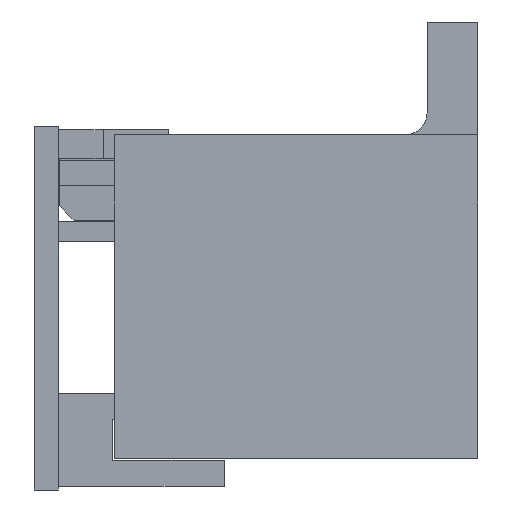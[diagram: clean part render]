
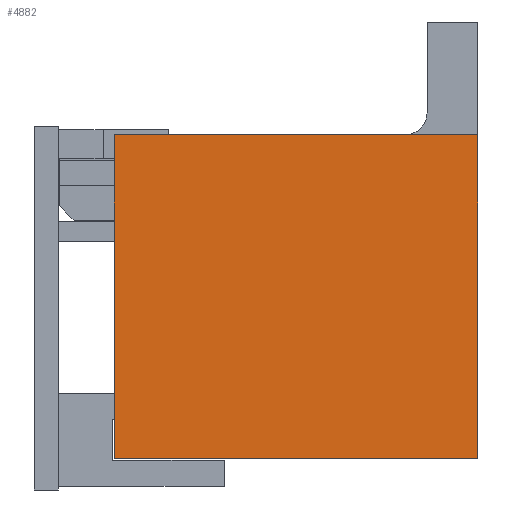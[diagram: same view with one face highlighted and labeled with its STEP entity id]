
A CAD part, left-side view. The second image highlights one B-rep face of the part: STEP entity #4882.
In plain terms, the highlighted planar face has unit normal (-1, 0, 0).
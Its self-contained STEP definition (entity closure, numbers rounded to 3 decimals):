
#279=DIRECTION('',(0.,0.,1.));
#280=VECTOR('',#279,4.45);
#281=CARTESIAN_POINT('',(-5.15,-2.875,-2.225));
#282=LINE('',#281,#280);
#1717=DIRECTION('',(0.,-1.,0.));
#1718=VECTOR('',#1717,5.);
#1719=CARTESIAN_POINT('',(-5.15,2.125,2.225));
#1720=LINE('',#1719,#1718);
#1733=DIRECTION('',(0.,-1.,0.));
#1734=VECTOR('',#1733,5.);
#1735=CARTESIAN_POINT('',(-5.15,2.125,-2.225));
#1736=LINE('',#1735,#1734);
#1745=DIRECTION('',(0.,0.,-1.));
#1746=VECTOR('',#1745,4.45);
#1747=CARTESIAN_POINT('',(-5.15,2.125,2.225));
#1748=LINE('',#1747,#1746);
#1749=CARTESIAN_POINT('',(-5.15,-2.875,-2.225));
#1751=VERTEX_POINT('',#1749);
#1753=CARTESIAN_POINT('',(-5.15,-2.875,2.225));
#1754=VERTEX_POINT('',#1753);
#1757=CARTESIAN_POINT('',(-5.15,2.125,2.225));
#1758=CARTESIAN_POINT('',(-5.15,2.125,-2.225));
#1759=VERTEX_POINT('',#1757);
#1760=VERTEX_POINT('',#1758);
#4871=CARTESIAN_POINT('',(-5.15,2.875,-2.225));
#4872=DIRECTION('',(-1.,0.,0.));
#4873=DIRECTION('',(0.,-1.,0.));
#4874=AXIS2_PLACEMENT_3D('',#4871,#4872,#4873);
#4875=PLANE('',#4874);
#4876=ORIENTED_EDGE('',*,*,#2721,.F.);
#4877=ORIENTED_EDGE('',*,*,#4839,.T.);
#4878=ORIENTED_EDGE('',*,*,#2624,.F.);
#4879=ORIENTED_EDGE('',*,*,#4864,.F.);
#4880=EDGE_LOOP('',(#4876,#4877,#4878,#4879));
#4881=FACE_OUTER_BOUND('',#4880,.F.);
#4882=ADVANCED_FACE('',(#4881),#4875,.T.);
#2624=EDGE_CURVE('',#1751,#1754,#282,.T.);
#2721=EDGE_CURVE('',#1759,#1760,#1748,.T.);
#4839=EDGE_CURVE('',#1759,#1754,#1720,.T.);
#4864=EDGE_CURVE('',#1760,#1751,#1736,.T.);
